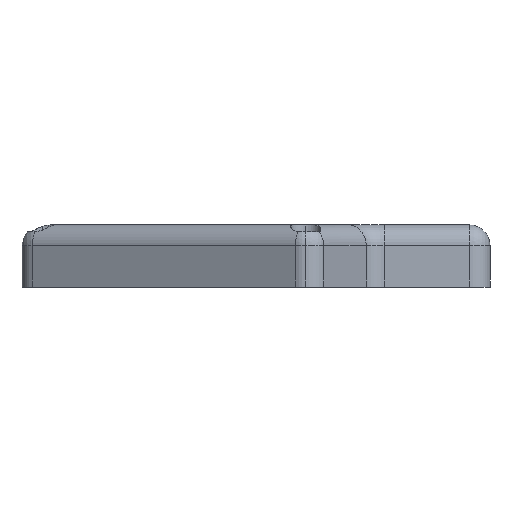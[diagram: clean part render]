
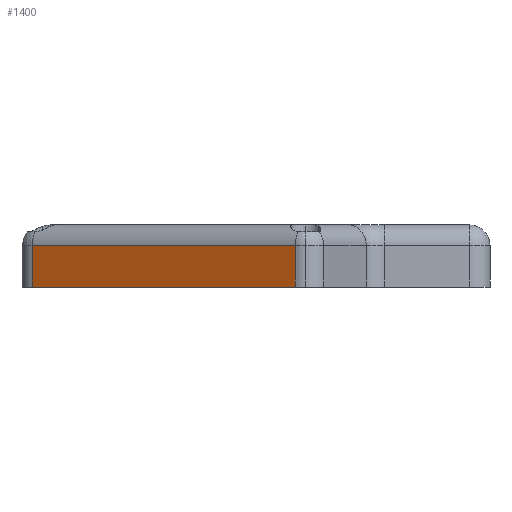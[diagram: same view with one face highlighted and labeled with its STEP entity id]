
A CAD part, left-side view. The second image highlights one B-rep face of the part: STEP entity #1400.
In plain terms, the highlighted planar face has unit normal (-0.866, 0.5, 0).
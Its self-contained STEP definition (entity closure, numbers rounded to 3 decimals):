
#42 = VECTOR ( 'NONE', #986, 1000. ) ;
#195 = DIRECTION ( 'NONE',  ( 0.866, -0.5, 0. ) ) ;
#198 = CARTESIAN_POINT ( 'NONE',  ( -16.28, 34.803, 0. ) ) ;
#212 = CARTESIAN_POINT ( 'NONE',  ( -16.28, 34.803, 9. ) ) ;
#415 = DIRECTION ( 'NONE',  ( 0.5, 0.866, 0. ) ) ;
#544 = EDGE_LOOP ( 'NONE', ( #1923, #2123, #1372, #1557 ) ) ;
#708 = VECTOR ( 'NONE', #2261, 1000. ) ;
#776 = CARTESIAN_POINT ( 'NONE',  ( -16.28, 34.803, 0. ) ) ;
#792 = VECTOR ( 'NONE', #1643, 1000. ) ;
#837 = PLANE ( 'NONE',  #886 ) ;
#886 = AXIS2_PLACEMENT_3D ( 'NONE', #212, #195, #415 ) ;
#957 = DIRECTION ( 'NONE',  ( 0.5, 0.866, 0. ) ) ;
#986 = DIRECTION ( 'NONE',  ( -0.5, -0.866, 0. ) ) ;
#1022 = CARTESIAN_POINT ( 'NONE',  ( -38.28, -3.303, 0. ) ) ;
#1080 = VERTEX_POINT ( 'NONE', #2221 ) ;
#1139 = CARTESIAN_POINT ( 'NONE',  ( -16.28, 34.803, 6. ) ) ;
#1248 = CARTESIAN_POINT ( 'NONE',  ( -38.28, -3.303, 9. ) ) ;
#1279 = VERTEX_POINT ( 'NONE', #1022 ) ;
#1372 = ORIENTED_EDGE ( 'NONE', *, *, #2460, .T. ) ;
#1400 = ADVANCED_FACE ( 'NONE', ( #2336 ), #837, .F. ) ;
#1557 = ORIENTED_EDGE ( 'NONE', *, *, #1925, .T. ) ;
#1570 = VERTEX_POINT ( 'NONE', #2308 ) ;
#1577 = VERTEX_POINT ( 'NONE', #198 ) ;
#1628 = VECTOR ( 'NONE', #957, 1000. ) ;
#1643 = DIRECTION ( 'NONE',  ( 0., 0., -1. ) ) ;
#1738 = EDGE_CURVE ( 'NONE', #1080, #1279, #2731, .T. ) ;
#1923 = ORIENTED_EDGE ( 'NONE', *, *, #1738, .F. ) ;
#1925 = EDGE_CURVE ( 'NONE', #1577, #1279, #2059, .T. ) ;
#2059 = LINE ( 'NONE', #776, #42 ) ;
#2123 = ORIENTED_EDGE ( 'NONE', *, *, #2152, .T. ) ;
#2152 = EDGE_CURVE ( 'NONE', #1080, #1570, #2216, .T. ) ;
#2216 = LINE ( 'NONE', #1139, #1628 ) ;
#2221 = CARTESIAN_POINT ( 'NONE',  ( -38.28, -3.303, 6. ) ) ;
#2261 = DIRECTION ( 'NONE',  ( 0., 0., -1. ) ) ;
#2289 = CARTESIAN_POINT ( 'NONE',  ( -16.28, 34.803, 9. ) ) ;
#2308 = CARTESIAN_POINT ( 'NONE',  ( -16.28, 34.803, 6. ) ) ;
#2336 = FACE_OUTER_BOUND ( 'NONE', #544, .T. ) ;
#2396 = LINE ( 'NONE', #2289, #708 ) ;
#2460 = EDGE_CURVE ( 'NONE', #1570, #1577, #2396, .T. ) ;
#2731 = LINE ( 'NONE', #1248, #792 ) ;
